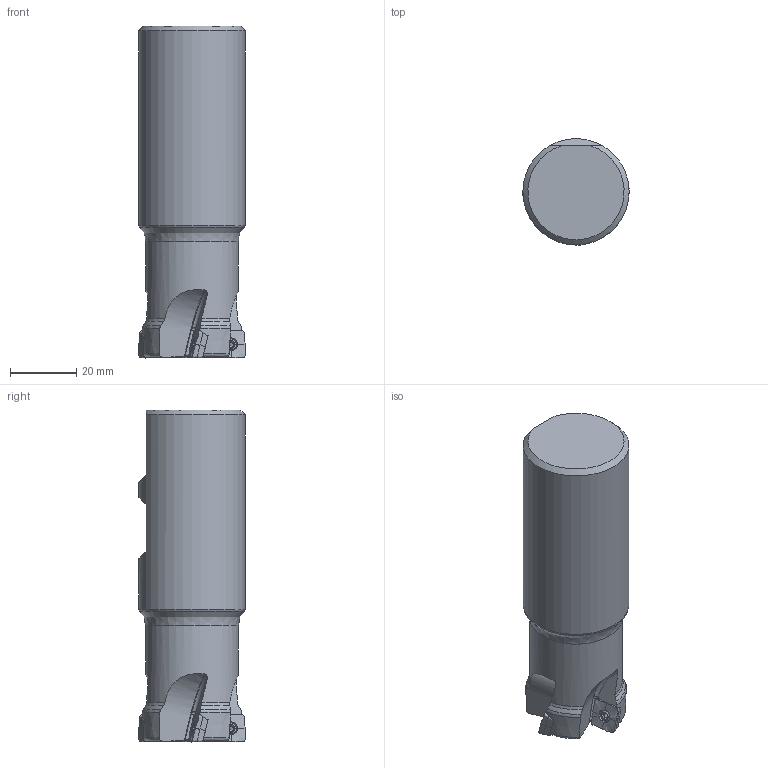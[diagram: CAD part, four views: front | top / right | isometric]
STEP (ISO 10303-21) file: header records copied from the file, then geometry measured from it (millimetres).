
FILE_DESCRIPTION(/* description */ (''),/* implementation_level */ '2;1');
FILE_NAME(/* name */ 'toolassembly_1.stp',/* time_stamp */ '2019-03-21T14:29:49+01:00',/* author */ (''),/* organization */ ('SMS'),/* preprocessor_version */ 'ST-DEVELOPER v15',/* originating_system */ 'SIEMENS PLM Software NX 8.5',/* authorisation */ '');
FILE_SCHEMA (('AUTOMOTIVE_DESIGN { 1 0 10303 214 3 1 1 1 }'));
Length unit declared in the file: millimetre
Products named in the file (4): CUT_20190321142923; NOCUT_20190321142917; ASSEMBLY_CONSTRUCTION; TOOLASSEMBLY_1
Assembly tree (6 placements, depth 2):
  TOOLASSEMBLY_1
    ASSEMBLY_CONSTRUCTION
    NOCUT_20190321142917
    CUT_20190321142923  x4
Bounding box: 32 x 32 x 100.01 mm (x, y, z)
Volume: 69548.7 mm3; surface area: 12382.8 mm2
Topology: 5 solids, 5 shells, 354 faces, 998 edges, 666 vertices
Faces by surface type: plane 131, bspline 56, cone 50, extrusion 48, torus 38, cylinder 22, sphere 8, revolution 1
Full cylindrical faces by diameter (mm): 2.5 x4, 2.8 x4, 3.45 x4, 28 x1, 31.992 x1
Entity records: 22026 total; most frequent: CARTESIAN_POINT 15012, ORIENTED_EDGE 1478, DIRECTION 1309, EDGE_CURVE 739, AXIS2_PLACEMENT_3D 540, VERTEX_POINT 494, EDGE_LOOP 331, B_SPLINE_CURVE_WITH_KNOTS 302
